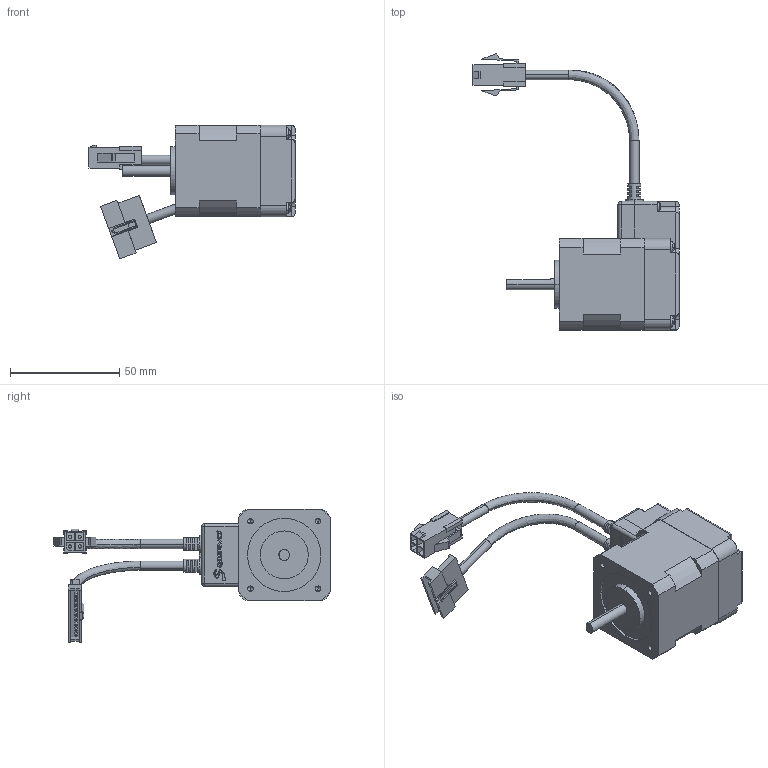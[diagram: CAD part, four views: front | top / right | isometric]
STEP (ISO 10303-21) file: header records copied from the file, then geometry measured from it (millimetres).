
FILE_DESCRIPTION (( 'STEP AP203' ), '1' );
FILE_NAME ('130809 SM-42M.STEP', '2013-08-09T08:00:26', ( '' ), ( '' ), 'SwSTEP 2.0', 'SolidWorks 2012', '' );
FILE_SCHEMA (( 'CONFIG_CONTROL_DESIGN' ));
Products named in the file (13): 130809 SM-42M; round cross head screw_ks1_KS 1023 RC - M3 x 12-N; round cross head screw_ks1_KS 1023 RC - M2.6 x 12-N; 42阿 浚内歹 纳捞喉急_钎霖; 42陝 賅攪瞪錳摹_ル遽; 130116 42mm CABLE COVER S-SERVO; S-SERVO24; 121218 42mm CABLE COVER_ル遽; 130115 42mm ENCODER COVER_ル遽; 葆斜啻す 縛囀渦_ル遽; 20陝 PCB_ル遽; PLATE; 42M_42H39H-1684B_湀_
Assembly tree (16 placements, depth 3):
  130809 SM-42M
    42M_42H39H-1684B_湀_
    PLATE
    20陝 PCB_ル遽
    葆斜啻す 縛囀渦_ル遽
    130115 42mm ENCODER COVER_ル遽
    130116 42mm CABLE COVER S-SERVO
      121218 42mm CABLE COVER_ル遽
      S-SERVO24
    42陝 賅攪瞪錳摹_ル遽
    42阿 浚内歹 纳捞喉急_钎霖
    round cross head screw_ks1_KS 1023 RC - M2.6 x 12-N  x2
    round cross head screw_ks1_KS 1023 RC - M3 x 12-N  x4
Bounding box: 94.5 x 126.61 x 61.35 mm (x, y, z)
Volume: 88842.4 mm3; surface area: 38116.1 mm2
Topology: 23 solids, 23 shells, 4075 faces, 11868 edges, 7880 vertices
Faces by surface type: plane 3656, cylinder 255, cone 78, bspline 42, torus 30, sphere 14
Entity records: 130483 total; most frequent: CARTESIAN_POINT 23865, ORIENTED_EDGE 23068, DIRECTION 19946, EDGE_CURVE 11534, VECTOR 10768, LINE 10768, VERTEX_POINT 7684, AXIS2_PLACEMENT_3D 4589
